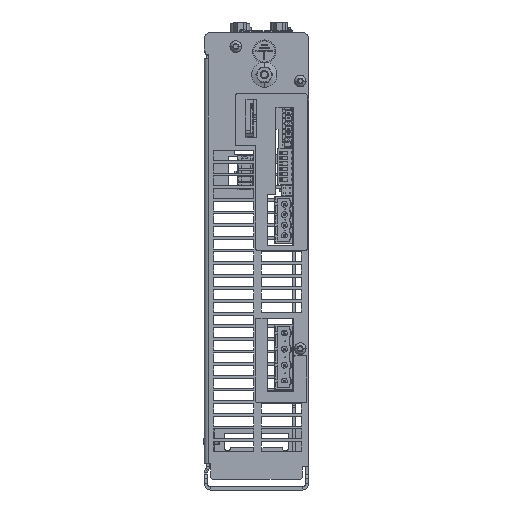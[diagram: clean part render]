
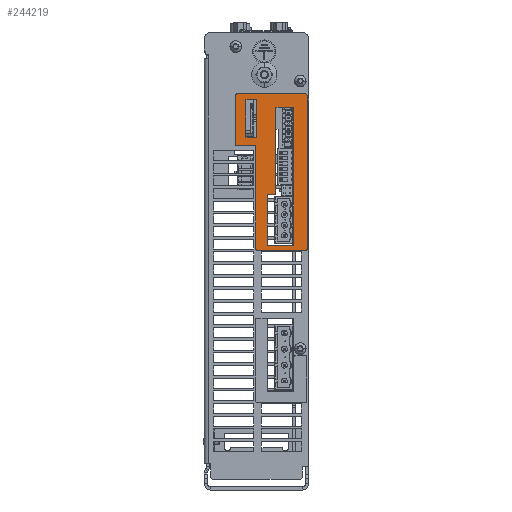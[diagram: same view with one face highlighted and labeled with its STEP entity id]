
A CAD part, left-side view. The second image highlights one B-rep face of the part: STEP entity #244219.
In plain terms, the highlighted face is planar.
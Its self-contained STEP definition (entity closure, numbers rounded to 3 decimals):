
#243662=DIRECTION('',(0.,1.,0.));
#243663=VECTOR('',#243662,8.5);
#243664=CARTESIAN_POINT('',(30.7,-10.7,0.25));
#243665=LINE('',#243664,#243663);
#243669=DIRECTION('',(-1.,0.,0.));
#243670=VECTOR('',#243669,41.4);
#243671=CARTESIAN_POINT('',(30.7,-2.2,0.25));
#243672=LINE('',#243671,#243670);
#243676=DIRECTION('',(0.,1.,0.));
#243677=VECTOR('',#243676,4.);
#243678=CARTESIAN_POINT('',(-10.7,-2.2,0.25));
#243679=LINE('',#243678,#243677);
#243683=DIRECTION('',(-1.,0.,0.));
#243684=VECTOR('',#243683,24.);
#243685=CARTESIAN_POINT('',(-10.7,1.8,0.25));
#243686=LINE('',#243685,#243684);
#243690=DIRECTION('',(0.,-1.,0.));
#243691=VECTOR('',#243690,12.5);
#243692=CARTESIAN_POINT('',(-34.7,1.8,0.25));
#243693=LINE('',#243692,#243691);
#243697=DIRECTION('',(1.,0.,0.));
#243698=VECTOR('',#243697,65.4);
#243699=CARTESIAN_POINT('',(-34.7,-10.7,0.25));
#243700=LINE('',#243699,#243698);
#243704=DIRECTION('',(-1.,0.,0.));
#243705=VECTOR('',#243704,18.);
#243706=CARTESIAN_POINT('',(34.4,12.,0.25));
#243707=LINE('',#243706,#243705);
#243711=DIRECTION('',(0.,-1.,0.));
#243712=VECTOR('',#243711,5.);
#243713=CARTESIAN_POINT('',(16.4,12.,0.25));
#243714=LINE('',#243713,#243712);
#243718=DIRECTION('',(1.,0.,0.));
#243719=VECTOR('',#243718,18.);
#243720=CARTESIAN_POINT('',(16.4,7.,0.25));
#243721=LINE('',#243720,#243719);
#243725=DIRECTION('',(0.,1.,0.));
#243726=VECTOR('',#243725,5.);
#243727=CARTESIAN_POINT('',(34.4,7.,0.25));
#243728=LINE('',#243727,#243726);
#243732=CARTESIAN_POINT('',(13.1,16.45,0.25));
#243733=DIRECTION('',(0.,0.,1.));
#243734=DIRECTION('',(0.,1.,0.));
#243735=AXIS2_PLACEMENT_3D('',#243732,#243733,#243734);
#243740=DIRECTION('',(-1.,0.,0.));
#243741=VECTOR('',#243740,23.45);
#243742=CARTESIAN_POINT('',(36.55,16.95,0.25));
#243743=LINE('',#243742,#243741);
#243747=CARTESIAN_POINT('',(36.55,16.45,0.25));
#243748=DIRECTION('',(0.,0.,1.));
#243749=DIRECTION('',(1.,0.,0.));
#243750=AXIS2_PLACEMENT_3D('',#243747,#243748,#243749);
#243755=DIRECTION('',(0.,1.,0.));
#243756=VECTOR('',#243755,32.9);
#243757=CARTESIAN_POINT('',(37.05,-16.45,0.25));
#243758=LINE('',#243757,#243756);
#243762=CARTESIAN_POINT('',(36.55,-16.45,0.25));
#243763=DIRECTION('',(0.,0.,1.));
#243764=DIRECTION('',(0.,-1.,0.));
#243765=AXIS2_PLACEMENT_3D('',#243762,#243763,#243764);
#243770=DIRECTION('',(1.,0.,0.));
#243771=VECTOR('',#243770,73.1);
#243772=CARTESIAN_POINT('',(-36.55,-16.95,0.25));
#243773=LINE('',#243772,#243771);
#243777=CARTESIAN_POINT('',(-36.55,-16.45,0.25));
#243778=DIRECTION('',(0.,0.,1.));
#243779=DIRECTION('',(-1.,0.,0.));
#243780=AXIS2_PLACEMENT_3D('',#243777,#243778,#243779);
#243785=DIRECTION('',(0.,-1.,0.));
#243786=VECTOR('',#243785,23.3);
#243787=CARTESIAN_POINT('',(-37.05,6.85,0.25));
#243788=LINE('',#243787,#243786);
#243792=CARTESIAN_POINT('',(-36.55,6.85,0.25));
#243793=DIRECTION('',(0.,0.,1.));
#243794=DIRECTION('',(0.,1.,0.));
#243795=AXIS2_PLACEMENT_3D('',#243792,#243793,#243794);
#243800=DIRECTION('',(1.,0.,0.));
#243801=VECTOR('',#243800,48.65);
#243802=CARTESIAN_POINT('',(-36.55,7.35,0.25));
#243803=LINE('',#243802,#243801);
#243807=DIRECTION('',(0.,-1.,0.));
#243808=VECTOR('',#243807,8.6);
#243809=CARTESIAN_POINT('',(12.6,16.45,0.25));
#243810=LINE('',#243809,#243808);
#243856=CARTESIAN_POINT('',(12.1,7.85,0.25));
#243857=DIRECTION('',(0.,0.,-1.));
#243858=DIRECTION('',(1.,0.,0.));
#243859=AXIS2_PLACEMENT_3D('',#243856,#243857,#243858);
#243954=CARTESIAN_POINT('',(30.7,-10.7,0.25));
#243955=CARTESIAN_POINT('',(30.7,-2.2,0.25));
#243956=VERTEX_POINT('',#243954);
#243957=VERTEX_POINT('',#243955);
#243958=CARTESIAN_POINT('',(-10.7,-2.2,0.25));
#243959=VERTEX_POINT('',#243958);
#243960=CARTESIAN_POINT('',(-10.7,1.8,0.25));
#243961=VERTEX_POINT('',#243960);
#243962=CARTESIAN_POINT('',(-34.7,1.8,0.25));
#243963=VERTEX_POINT('',#243962);
#243964=CARTESIAN_POINT('',(-34.7,-10.7,0.25));
#243965=VERTEX_POINT('',#243964);
#243974=CARTESIAN_POINT('',(34.4,12.,0.25));
#243975=CARTESIAN_POINT('',(16.4,12.,0.25));
#243976=VERTEX_POINT('',#243974);
#243977=VERTEX_POINT('',#243975);
#243978=CARTESIAN_POINT('',(16.4,7.,0.25));
#243979=VERTEX_POINT('',#243978);
#243980=CARTESIAN_POINT('',(34.4,7.,0.25));
#243981=VERTEX_POINT('',#243980);
#243982=CARTESIAN_POINT('',(12.6,7.85,0.25));
#243984=VERTEX_POINT('',#243982);
#243986=CARTESIAN_POINT('',(12.1,7.35,0.25));
#243988=VERTEX_POINT('',#243986);
#243990=CARTESIAN_POINT('',(13.1,16.95,0.25));
#243991=CARTESIAN_POINT('',(12.6,16.45,0.25));
#243992=VERTEX_POINT('',#243990);
#243993=VERTEX_POINT('',#243991);
#244002=CARTESIAN_POINT('',(37.05,16.45,0.25));
#244003=VERTEX_POINT('',#244002);
#244004=CARTESIAN_POINT('',(36.55,16.95,0.25));
#244005=VERTEX_POINT('',#244004);
#244010=CARTESIAN_POINT('',(36.55,-16.95,0.25));
#244011=VERTEX_POINT('',#244010);
#244012=CARTESIAN_POINT('',(37.05,-16.45,0.25));
#244013=VERTEX_POINT('',#244012);
#244018=CARTESIAN_POINT('',(-37.05,-16.45,0.25));
#244019=VERTEX_POINT('',#244018);
#244020=CARTESIAN_POINT('',(-36.55,-16.95,0.25));
#244021=VERTEX_POINT('',#244020);
#244026=CARTESIAN_POINT('',(-36.55,7.35,0.25));
#244027=VERTEX_POINT('',#244026);
#244028=CARTESIAN_POINT('',(-37.05,6.85,0.25));
#244029=VERTEX_POINT('',#244028);
#244170=CARTESIAN_POINT('',(0.,0.,0.25));
#244171=DIRECTION('',(0.,0.,1.));
#244172=DIRECTION('',(1.,0.,0.));
#244173=AXIS2_PLACEMENT_3D('',#244170,#244171,#244172);
#244174=PLANE('',#244173);
#244176=ORIENTED_EDGE('',*,*,#244175,.F.);
#244178=ORIENTED_EDGE('',*,*,#244177,.F.);
#244180=ORIENTED_EDGE('',*,*,#244179,.F.);
#244182=ORIENTED_EDGE('',*,*,#244181,.F.);
#244184=ORIENTED_EDGE('',*,*,#244183,.F.);
#244186=ORIENTED_EDGE('',*,*,#244185,.F.);
#244188=ORIENTED_EDGE('',*,*,#244187,.F.);
#244190=ORIENTED_EDGE('',*,*,#244189,.F.);
#244192=ORIENTED_EDGE('',*,*,#244191,.F.);
#244194=ORIENTED_EDGE('',*,*,#244193,.T.);
#244196=ORIENTED_EDGE('',*,*,#244195,.F.);
#244198=ORIENTED_EDGE('',*,*,#244197,.F.);
#244199=EDGE_LOOP('',(#244176,#244178,#244180,#244182,#244184,#244186,#244188,
#244190,#244192,#244194,#244196,#244198));
#244200=FACE_OUTER_BOUND('',#244199,.F.);
#244202=ORIENTED_EDGE('',*,*,#244201,.T.);
#244204=ORIENTED_EDGE('',*,*,#244203,.T.);
#244206=ORIENTED_EDGE('',*,*,#244205,.T.);
#244208=ORIENTED_EDGE('',*,*,#244207,.T.);
#244209=EDGE_LOOP('',(#244202,#244204,#244206,#244208));
#244210=FACE_BOUND('',#244209,.F.);
#244211=ORIENTED_EDGE('',*,*,#244094,.T.);
#244212=ORIENTED_EDGE('',*,*,#244109,.T.);
#244213=ORIENTED_EDGE('',*,*,#244123,.T.);
#244214=ORIENTED_EDGE('',*,*,#244137,.T.);
#244215=ORIENTED_EDGE('',*,*,#244151,.T.);
#244216=ORIENTED_EDGE('',*,*,#244164,.T.);
#244217=EDGE_LOOP('',(#244211,#244212,#244213,#244214,#244215,#244216));
#244218=FACE_BOUND('',#244217,.F.);
#243736=CIRCLE('',#243735,0.5);
#243751=CIRCLE('',#243750,0.5);
#243766=CIRCLE('',#243765,0.5);
#243781=CIRCLE('',#243780,0.5);
#243796=CIRCLE('',#243795,0.5);
#243860=CIRCLE('',#243859,0.5);
#244094=EDGE_CURVE('',#243956,#243957,#243665,.T.);
#244109=EDGE_CURVE('',#243957,#243959,#243672,.T.);
#244123=EDGE_CURVE('',#243959,#243961,#243679,.T.);
#244137=EDGE_CURVE('',#243961,#243963,#243686,.T.);
#244151=EDGE_CURVE('',#243963,#243965,#243693,.T.);
#244164=EDGE_CURVE('',#243965,#243956,#243700,.T.);
#244175=EDGE_CURVE('',#243992,#243993,#243736,.T.);
#244177=EDGE_CURVE('',#244005,#243992,#243743,.T.);
#244179=EDGE_CURVE('',#244003,#244005,#243751,.T.);
#244181=EDGE_CURVE('',#244013,#244003,#243758,.T.);
#244183=EDGE_CURVE('',#244011,#244013,#243766,.T.);
#244185=EDGE_CURVE('',#244021,#244011,#243773,.T.);
#244187=EDGE_CURVE('',#244019,#244021,#243781,.T.);
#244189=EDGE_CURVE('',#244029,#244019,#243788,.T.);
#244191=EDGE_CURVE('',#244027,#244029,#243796,.T.);
#244193=EDGE_CURVE('',#244027,#243988,#243803,.T.);
#244195=EDGE_CURVE('',#243984,#243988,#243860,.T.);
#244197=EDGE_CURVE('',#243993,#243984,#243810,.T.);
#244201=EDGE_CURVE('',#243976,#243977,#243707,.T.);
#244203=EDGE_CURVE('',#243977,#243979,#243714,.T.);
#244205=EDGE_CURVE('',#243979,#243981,#243721,.T.);
#244207=EDGE_CURVE('',#243981,#243976,#243728,.T.);
#244219=ADVANCED_FACE('',(#244200,#244210,#244218),#244174,.T.);
